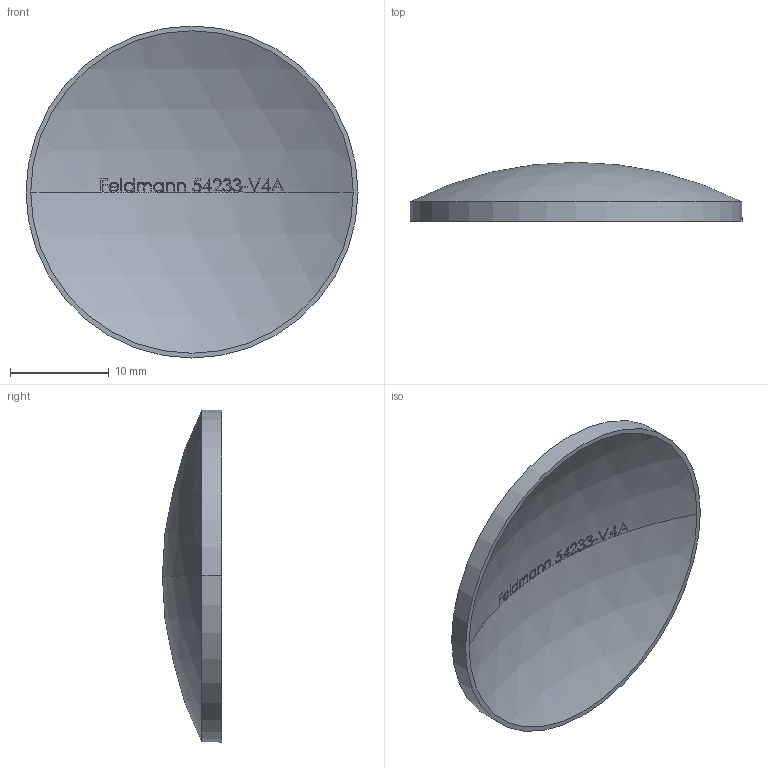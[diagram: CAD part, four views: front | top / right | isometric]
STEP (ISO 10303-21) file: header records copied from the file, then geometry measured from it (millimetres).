
FILE_DESCRIPTION (( 'STEP AP203' ), '1' );
FILE_NAME ('54233-V4A.step', '2018-12-11T12:10:58', ( '' ), ( '' ), 'SwSTEP 2.0', 'SolidWorks 2015', '' );
FILE_SCHEMA (( 'CONFIG_CONTROL_DESIGN' ));
Length unit declared in the file: millimetre
Products named in the file (1): 54233-V4A
Bounding box: 33.7 x 6 x 33.7 mm (x, y, z)
Volume: 1883.9 mm3; surface area: 2105.8 mm2
Topology: 1 solids, 1 shells, 253 faces, 695 edges, 452 vertices
Faces by surface type: plane 121, bspline 90, sphere 40, cylinder 2
Entity records: 12600 total; most frequent: CARTESIAN_POINT 6572, ORIENTED_EDGE 1390, DIRECTION 1054, EDGE_CURVE 695, VERTEX_POINT 452, AXIS2_PLACEMENT_3D 421, EDGE_LOOP 261, CIRCLE 257
